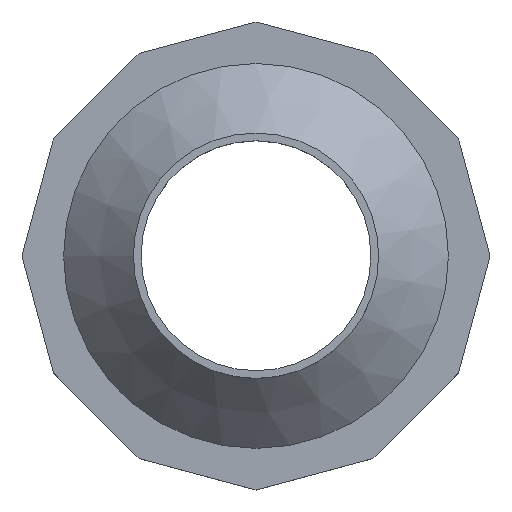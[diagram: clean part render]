
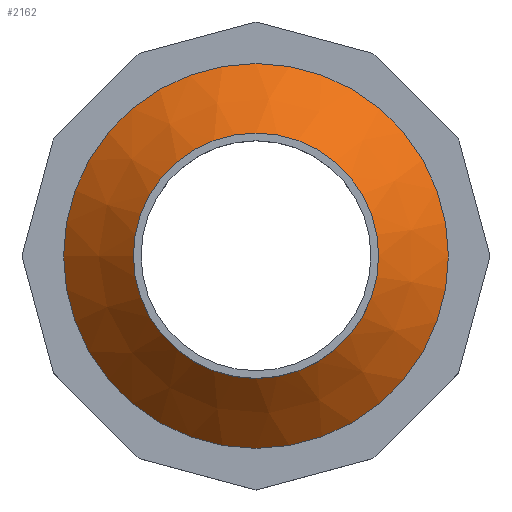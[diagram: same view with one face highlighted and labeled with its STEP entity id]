
A CAD part, top view. The second image highlights one B-rep face of the part: STEP entity #2162.
In plain terms, the highlighted conical face has half-angle 45 degrees and reference radius 41.275 mm.
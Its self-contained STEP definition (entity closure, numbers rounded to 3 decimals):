
#16=CONICAL_SURFACE('',#2311,41.275,0.785);
#35=CIRCLE('',#2180,49.8);
#40=CIRCLE('',#2309,31.75);
#167=FACE_OUTER_BOUND('',#296,.T.);
#296=EDGE_LOOP('',(#1847,#1848,#1849,#1850));
#593=LINE('',#3456,#874);
#874=VECTOR('',#2862,41.275);
#887=VERTEX_POINT('',#2893);
#1048=VERTEX_POINT('',#3450);
#1062=EDGE_CURVE('',#887,#887,#35,.T.);
#1334=EDGE_CURVE('',#1048,#1048,#40,.T.);
#1337=EDGE_CURVE('',#887,#1048,#593,.T.);
#1847=ORIENTED_EDGE('',*,*,#1062,.T.);
#1848=ORIENTED_EDGE('',*,*,#1337,.T.);
#1849=ORIENTED_EDGE('',*,*,#1334,.F.);
#1850=ORIENTED_EDGE('',*,*,#1337,.F.);
#2162=ADVANCED_FACE('',(#167),#16,.T.);
#2180=AXIS2_PLACEMENT_3D('',#2894,#2330,#2331);
#2309=AXIS2_PLACEMENT_3D('',#3451,#2855,#2856);
#2311=AXIS2_PLACEMENT_3D('',#3455,#2860,#2861);
#2330=DIRECTION('center_axis',(0.,0.,1.));
#2331=DIRECTION('ref_axis',(1.,0.,0.));
#2855=DIRECTION('center_axis',(0.,0.,1.));
#2856=DIRECTION('ref_axis',(1.,0.,0.));
#2860=DIRECTION('center_axis',(0.,0.,-1.));
#2861=DIRECTION('ref_axis',(1.,0.,0.));
#2862=DIRECTION('',(0.707,0.,0.707));
#2893=CARTESIAN_POINT('',(-49.8,0.,7.));
#2894=CARTESIAN_POINT('Origin',(0.,0.,7.));
#3450=CARTESIAN_POINT('',(-31.75,0.,25.05));
#3451=CARTESIAN_POINT('Origin',(0.,0.,25.05));
#3455=CARTESIAN_POINT('Origin',(0.,0.,15.525));
#3456=CARTESIAN_POINT('',(-41.275,0.,15.525));
